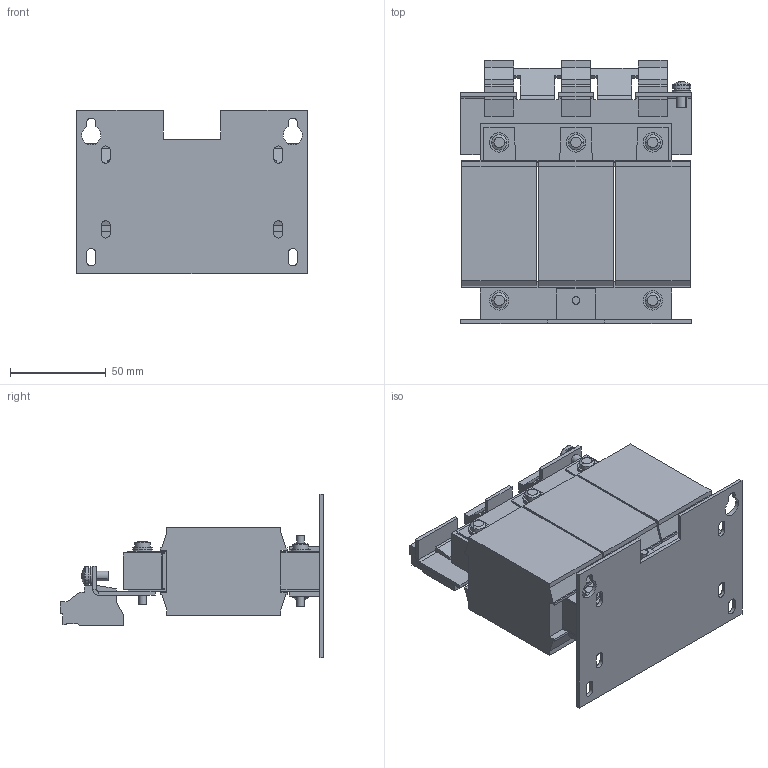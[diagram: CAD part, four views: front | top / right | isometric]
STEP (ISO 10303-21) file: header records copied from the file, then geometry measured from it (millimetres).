
FILE_DESCRIPTION (( 'STEP AP214' ), '1' );
FILE_NAME ('209877.STEP', '2020-05-29T00:12:57', ( '' ), ( '' ), 'SwSTEP 2.0', 'SolidWorks 2018', '' );
FILE_SCHEMA (( 'AUTOMOTIVE_DESIGN' ));
Length unit declared in the file: millimetre
Products named in the file (1): 209877
Bounding box: 120 x 137.1 x 85 mm (x, y, z)
Volume: 470120.6 mm3; surface area: 92241.4 mm2
Topology: 1 solids, 1 shells, 579 faces, 1552 edges, 993 vertices
Faces by surface type: plane 447, cylinder 107, sphere 14, cone 6, torus 5
Entity records: 17928 total; most frequent: CARTESIAN_POINT 3171, ORIENTED_EDGE 3100, DIRECTION 2986, EDGE_CURVE 1550, VECTOR 1242, LINE 1242, VERTEX_POINT 993, AXIS2_PLACEMENT_3D 872
